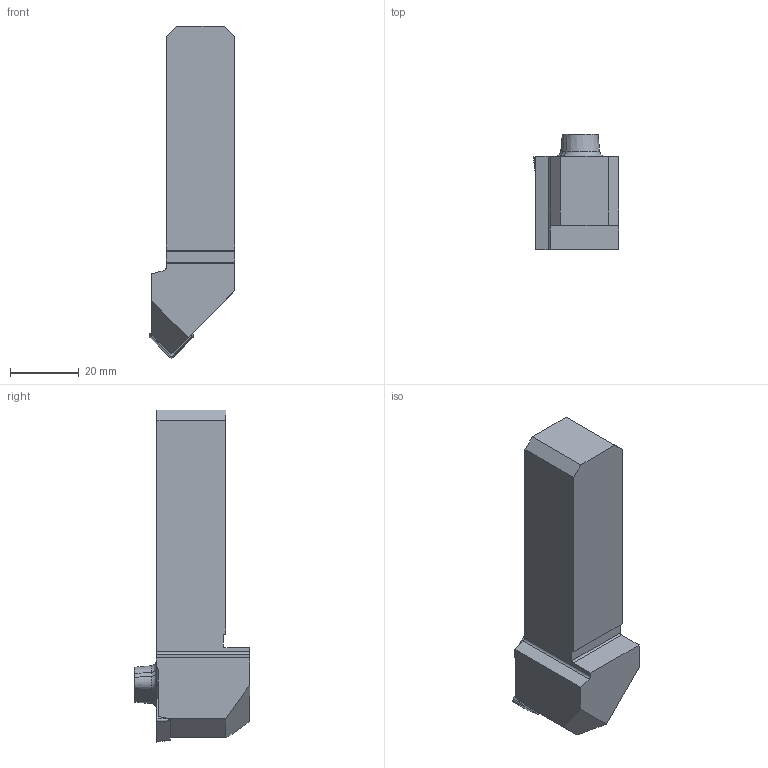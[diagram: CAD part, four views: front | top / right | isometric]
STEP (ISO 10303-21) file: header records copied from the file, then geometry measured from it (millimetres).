
FILE_DESCRIPTION(/* description */ (''),/* implementation_level */ '2;1');
FILE_NAME(/* name */ 'TOOLASSEMBLY_1.STP',/* time_stamp */ '2023-11-14T13:35:44+01:00',/* author */ (''),/* organization */ ('SMS'),/* preprocessor_version */ 'ST-DEVELOPER v16.7',/* originating_system */ 'SIEMENS PLM Software NX 12.0',/* authorisation */ '');
FILE_SCHEMA (('AUTOMOTIVE_DESIGN { 1 0 10303 214 3 1 1 1 }'));
Length unit declared in the file: millimetre
Products named in the file (4): ASSEMBLY_CONSTRUCTION; IsoTurningInsert; NOCUT_20231114133340; TOOLASSEMBLY_1
Assembly tree (3 placements, depth 2):
  TOOLASSEMBLY_1
    NOCUT_20231114133340
    IsoTurningInsert
    ASSEMBLY_CONSTRUCTION
Bounding box: 24.83 x 33.53 x 96.33 mm (x, y, z)
Volume: 39151.2 mm3; surface area: 9400.6 mm2
Topology: 2 solids, 3 shells, 110 faces, 283 edges, 184 vertices
Faces by surface type: plane 51, cone 24, cylinder 13, extrusion 12, torus 9, sphere 1
Full cylindrical faces by diameter (mm): 3.5 x2, 4.4 x1, 4.5 x1, 5.25 x1, 5.5 x1
Entity records: 4111 total; most frequent: CARTESIAN_POINT 1363, DIRECTION 544, ORIENTED_EDGE 520, EDGE_CURVE 260, AXIS2_PLACEMENT_3D 202, VERTEX_POINT 176, VECTOR 140, EDGE_LOOP 130
